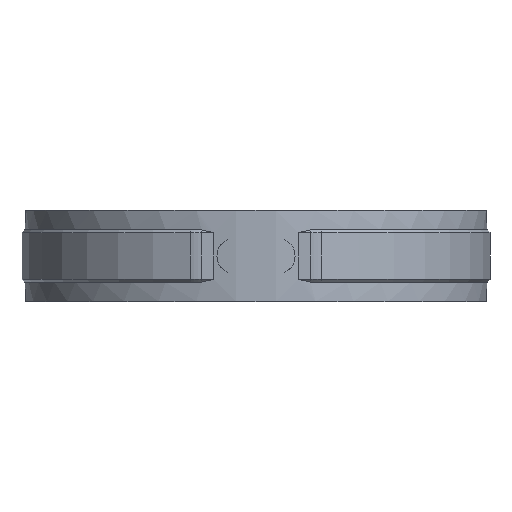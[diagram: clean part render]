
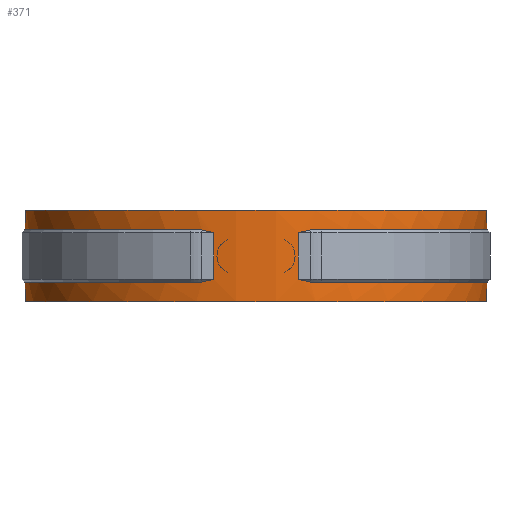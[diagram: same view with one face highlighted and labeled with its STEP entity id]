
A CAD part, front view. The second image highlights one B-rep face of the part: STEP entity #371.
In plain terms, the highlighted cylindrical face has radius 88.6 mm (diameter 177.2 mm), a partial arc.
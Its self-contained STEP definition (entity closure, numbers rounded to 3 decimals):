
#371 = ADVANCED_FACE( '', ( #598 ), #599, .T. );
#598 = FACE_OUTER_BOUND( '', #1684, .T. );
#599 = CYLINDRICAL_SURFACE( '', #1685, 88.6 );
#1684 = EDGE_LOOP( '', ( #3870, #3871, #3872, #3873, #3874, #3875, #3876, #3877, #3878, #3879, #3880, #3881, #3882, #3883, #3884, #3885 ) );
#1685 = AXIS2_PLACEMENT_3D( '', #3886, #3887, #3888 );
#3870 = ORIENTED_EDGE( '', *, *, #4798, .F. );
#3871 = ORIENTED_EDGE( '', *, *, #4704, .T. );
#3872 = ORIENTED_EDGE( '', *, *, #4799, .F. );
#3873 = ORIENTED_EDGE( '', *, *, #4794, .F. );
#3874 = ORIENTED_EDGE( '', *, *, #4800, .T. );
#3875 = ORIENTED_EDGE( '', *, *, #4801, .T. );
#3876 = ORIENTED_EDGE( '', *, *, #4802, .F. );
#3877 = ORIENTED_EDGE( '', *, *, #4803, .T. );
#3878 = ORIENTED_EDGE( '', *, *, #4804, .F. );
#3879 = ORIENTED_EDGE( '', *, *, #4797, .F. );
#3880 = ORIENTED_EDGE( '', *, *, #4805, .T. );
#3881 = ORIENTED_EDGE( '', *, *, #4701, .T. );
#3882 = ORIENTED_EDGE( '', *, *, #4806, .T. );
#3883 = ORIENTED_EDGE( '', *, *, #4807, .T. );
#3884 = ORIENTED_EDGE( '', *, *, #4808, .T. );
#3885 = ORIENTED_EDGE( '', *, *, #4809, .T. );
#3886 = CARTESIAN_POINT( '', ( 0., 0., -33.5 ) );
#3887 = DIRECTION( '', ( 0., 0., -1. ) );
#3888 = DIRECTION( '', ( 0., 1., 0. ) );
#4701 = EDGE_CURVE( '', #5157, #5155, #5158, .T. );
#4704 = EDGE_CURVE( '', #5147, #5160, #5162, .T. );
#4794 = EDGE_CURVE( '', #5312, #5314, #5315, .T. );
#4797 = EDGE_CURVE( '', #5317, #5304, #5319, .T. );
#4798 = EDGE_CURVE( '', #5147, #5320, #5321, .T. );
#4799 = EDGE_CURVE( '', #5314, #5160, #5322, .T. );
#4800 = EDGE_CURVE( '', #5312, #5323, #5324, .T. );
#4801 = EDGE_CURVE( '', #5323, #5325, #5326, .F. );
#4802 = EDGE_CURVE( '', #5327, #5325, #5328, .T. );
#4803 = EDGE_CURVE( '', #5327, #5329, #5330, .T. );
#4804 = EDGE_CURVE( '', #5304, #5329, #5331, .T. );
#4805 = EDGE_CURVE( '', #5317, #5157, #5332, .T. );
#4806 = EDGE_CURVE( '', #5155, #5333, #5334, .T. );
#4807 = EDGE_CURVE( '', #5333, #5335, #5336, .T. );
#4808 = EDGE_CURVE( '', #5335, #5337, #5338, .T. );
#4809 = EDGE_CURVE( '', #5337, #5320, #5339, .F. );
#5147 = VERTEX_POINT( '', #6829 );
#5155 = VERTEX_POINT( '', #6845 );
#5157 = VERTEX_POINT( '', #6848 );
#5158 = LINE( '', #6849, #6850 );
#5160 = VERTEX_POINT( '', #6853 );
#5162 = LINE( '', #6856, #6857 );
#5304 = VERTEX_POINT( '', #8039 );
#5312 = VERTEX_POINT( '', #8055 );
#5314 = VERTEX_POINT( '', #8058 );
#5315 = LINE( '', #8059, #8060 );
#5317 = VERTEX_POINT( '', #8063 );
#5319 = LINE( '', #8066, #8067 );
#5320 = VERTEX_POINT( '', #8068 );
#5321 = CIRCLE( '', #8069, 88.6 );
#5322 = CIRCLE( '', #8070, 88.6 );
#5323 = VERTEX_POINT( '', #8071 );
#5324 = CIRCLE( '', #8072, 88.6 );
#5325 = VERTEX_POINT( '', #8073 );
#5326 = ELLIPSE( '', #8074, 125.299, 88.6 );
#5327 = VERTEX_POINT( '', #8075 );
#5328 = LINE( '', #8076, #8077 );
#5329 = VERTEX_POINT( '', #8078 );
#5330 = ELLIPSE( '', #8079, 125.299, 88.6 );
#5331 = CIRCLE( '', #8080, 88.6 );
#5332 = CIRCLE( '', #8081, 88.6 );
#5333 = VERTEX_POINT( '', #8082 );
#5334 = CIRCLE( '', #8083, 88.6 );
#5335 = VERTEX_POINT( '', #8084 );
#5336 = ELLIPSE( '', #8085, 125.299, 88.6 );
#5337 = VERTEX_POINT( '', #8086 );
#5338 = LINE( '', #8087, #8088 );
#5339 = ELLIPSE( '', #8089, 125.299, 88.6 );
#6829 = CARTESIAN_POINT( '', ( 8.4, 88.201, -6. ) );
#6845 = CARTESIAN_POINT( '', ( 8.4, 88.201, -26. ) );
#6848 = CARTESIAN_POINT( '', ( 8.4, 88.201, -33.5 ) );
#6849 = CARTESIAN_POINT( '', ( 8.4, 88.201, -33.5 ) );
#6850 = VECTOR( '', #8737, 1000. );
#6853 = CARTESIAN_POINT( '', ( 8.4, 88.201, 1.5 ) );
#6856 = CARTESIAN_POINT( '', ( 8.4, 88.201, -33.5 ) );
#6857 = VECTOR( '', #8740, 1000. );
#8039 = CARTESIAN_POINT( '', ( -8.4, 88.201, -26. ) );
#8055 = CARTESIAN_POINT( '', ( -8.4, 88.201, -6. ) );
#8058 = CARTESIAN_POINT( '', ( -8.4, 88.201, 1.5 ) );
#8059 = CARTESIAN_POINT( '', ( -8.4, 88.201, -33.5 ) );
#8060 = VECTOR( '', #8844, 1000. );
#8063 = CARTESIAN_POINT( '', ( -8.4, 88.201, -33.5 ) );
#8066 = CARTESIAN_POINT( '', ( -8.4, 88.201, -33.5 ) );
#8067 = VECTOR( '', #8847, 1000. );
#8068 = CARTESIAN_POINT( '', ( 20.899, -86.1, -6. ) );
#8069 = AXIS2_PLACEMENT_3D( '', #8848, #8849, #8850 );
#8070 = AXIS2_PLACEMENT_3D( '', #8851, #8852, #8853 );
#8071 = CARTESIAN_POINT( '', ( -20.899, -86.1, -6. ) );
#8072 = AXIS2_PLACEMENT_3D( '', #8854, #8855, #8856 );
#8073 = CARTESIAN_POINT( '', ( -16.234, -87.1, -7. ) );
#8074 = AXIS2_PLACEMENT_3D( '', #8857, #8858, #8859 );
#8075 = CARTESIAN_POINT( '', ( -16.234, -87.1, -25. ) );
#8076 = CARTESIAN_POINT( '', ( -16.234, -87.1, -26. ) );
#8077 = VECTOR( '', #8860, 1000. );
#8078 = CARTESIAN_POINT( '', ( -20.899, -86.1, -26. ) );
#8079 = AXIS2_PLACEMENT_3D( '', #8861, #8862, #8863 );
#8080 = AXIS2_PLACEMENT_3D( '', #8864, #8865, #8866 );
#8081 = AXIS2_PLACEMENT_3D( '', #8867, #8868, #8869 );
#8082 = CARTESIAN_POINT( '', ( 20.899, -86.1, -26. ) );
#8083 = AXIS2_PLACEMENT_3D( '', #8870, #8871, #8872 );
#8084 = CARTESIAN_POINT( '', ( 16.234, -87.1, -25. ) );
#8085 = AXIS2_PLACEMENT_3D( '', #8873, #8874, #8875 );
#8086 = CARTESIAN_POINT( '', ( 16.234, -87.1, -7. ) );
#8087 = CARTESIAN_POINT( '', ( 16.234, -87.1, -26. ) );
#8088 = VECTOR( '', #8876, 1000. );
#8089 = AXIS2_PLACEMENT_3D( '', #8877, #8878, #8879 );
#8737 = DIRECTION( '', ( 0., 0., 1. ) );
#8740 = DIRECTION( '', ( 0., 0., 1. ) );
#8844 = DIRECTION( '', ( 0., 0., 1. ) );
#8847 = DIRECTION( '', ( 0., 0., 1. ) );
#8848 = CARTESIAN_POINT( '', ( 0., 0., -6. ) );
#8849 = DIRECTION( '', ( 0., 0., -1. ) );
#8850 = DIRECTION( '', ( 1., 0., 0. ) );
#8851 = CARTESIAN_POINT( '', ( 0., 0., 1.5 ) );
#8852 = DIRECTION( '', ( 0., 0., 1. ) );
#8853 = DIRECTION( '', ( 1., 0., 0. ) );
#8854 = CARTESIAN_POINT( '', ( 0., 0., -6. ) );
#8855 = DIRECTION( '', ( 0., 0., 1. ) );
#8856 = DIRECTION( '', ( 1., 0., 0. ) );
#8857 = CARTESIAN_POINT( '', ( 0., 0., 80.1 ) );
#8858 = DIRECTION( '', ( 0., 0.707, -0.707 ) );
#8859 = DIRECTION( '', ( 0., 0.707, 0.707 ) );
#8860 = DIRECTION( '', ( 0., 0., 1. ) );
#8861 = CARTESIAN_POINT( '', ( 0., 0., -112.1 ) );
#8862 = DIRECTION( '', ( 0., -0.707, -0.707 ) );
#8863 = DIRECTION( '', ( 0., -0.707, 0.707 ) );
#8864 = CARTESIAN_POINT( '', ( 0., 0., -26. ) );
#8865 = DIRECTION( '', ( 0., 0., 1. ) );
#8866 = DIRECTION( '', ( 1., 0., 0. ) );
#8867 = CARTESIAN_POINT( '', ( 0., 0., -33.5 ) );
#8868 = DIRECTION( '', ( 0., 0., 1. ) );
#8869 = DIRECTION( '', ( 1., 0., 0. ) );
#8870 = CARTESIAN_POINT( '', ( 0., 0., -26. ) );
#8871 = DIRECTION( '', ( 0., 0., -1. ) );
#8872 = DIRECTION( '', ( 1., 0., 0. ) );
#8873 = CARTESIAN_POINT( '', ( 0., 0., -112.1 ) );
#8874 = DIRECTION( '', ( 0., -0.707, -0.707 ) );
#8875 = DIRECTION( '', ( 0., -0.707, 0.707 ) );
#8876 = DIRECTION( '', ( 0., 0., 1. ) );
#8877 = CARTESIAN_POINT( '', ( 0., 0., 80.1 ) );
#8878 = DIRECTION( '', ( 0., 0.707, -0.707 ) );
#8879 = DIRECTION( '', ( 0., 0.707, 0.707 ) );
